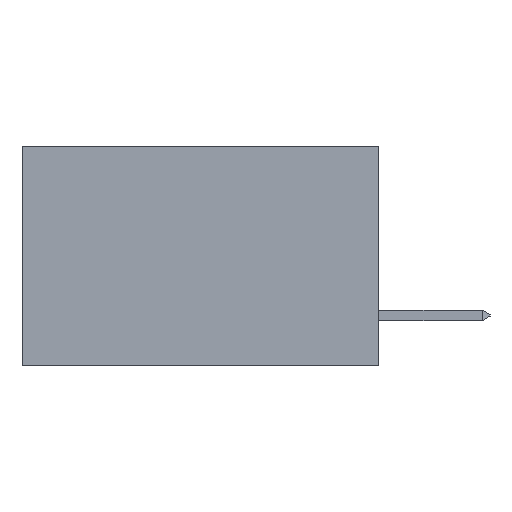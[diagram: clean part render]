
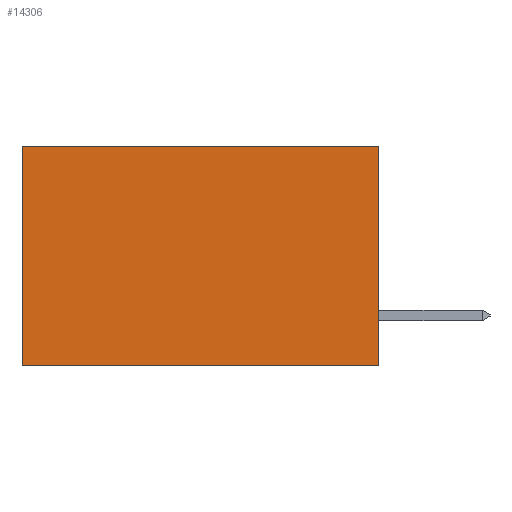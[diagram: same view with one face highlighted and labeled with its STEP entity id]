
A CAD part, left-side view. The second image highlights one B-rep face of the part: STEP entity #14306.
In plain terms, the highlighted planar face has unit normal (-1, 0, 0).
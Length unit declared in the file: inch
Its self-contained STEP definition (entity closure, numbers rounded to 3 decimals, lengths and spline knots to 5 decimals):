
#96 = CARTESIAN_POINT ( 'NONE',  ( 0.298, 0., 0. ) ) ;
#730 = ORIENTED_EDGE ( 'NONE', *, *, #17067, .T. ) ;
#1008 = VECTOR ( 'NONE', #15040, 39.37008 ) ;
#1445 = LINE ( 'NONE', #96, #1008 ) ;
#1649 = ORIENTED_EDGE ( 'NONE', *, *, #17103, .T. ) ;
#1753 = DIRECTION ( 'NONE',  ( 1., 0., 0. ) ) ;
#1781 = EDGE_LOOP ( 'NONE', ( #730, #3539, #15717, #1649 ) ) ;
#3539 = ORIENTED_EDGE ( 'NONE', *, *, #3625, .F. ) ;
#3625 = EDGE_CURVE ( 'NONE', #15375, #4495, #10214, .T. ) ;
#4115 = VERTEX_POINT ( 'NONE', #5817 ) ;
#4316 = VERTEX_POINT ( 'NONE', #10417 ) ;
#4495 = VERTEX_POINT ( 'NONE', #13726 ) ;
#4698 = CARTESIAN_POINT ( 'NONE',  ( 0.298, 0., 0. ) ) ;
#5817 = CARTESIAN_POINT ( 'NONE',  ( 0.298, 0.6, 0. ) ) ;
#5888 = DIRECTION ( 'NONE',  ( 0., 1., 0. ) ) ;
#7121 = CARTESIAN_POINT ( 'NONE',  ( 0.298, 0., 0. ) ) ;
#7140 = CARTESIAN_POINT ( 'NONE',  ( 0.298, 0., -0.37 ) ) ;
#7400 = DIRECTION ( 'NONE',  ( 0., 0., -1. ) ) ;
#7976 = LINE ( 'NONE', #4698, #14742 ) ;
#8190 = DIRECTION ( 'NONE',  ( 0., 0., -1. ) ) ;
#8737 = CARTESIAN_POINT ( 'NONE',  ( 0.298, 0., -0.37 ) ) ;
#9862 = PLANE ( 'NONE',  #11073 ) ;
#10214 = LINE ( 'NONE', #7140, #12982 ) ;
#10417 = CARTESIAN_POINT ( 'NONE',  ( 0.298, 0., 0. ) ) ;
#11073 = AXIS2_PLACEMENT_3D ( 'NONE', #7121, #1753, #11224 ) ;
#11224 = DIRECTION ( 'NONE',  ( 0., 0., -1. ) ) ;
#11334 = FACE_OUTER_BOUND ( 'NONE', #1781, .T. ) ;
#12251 = VECTOR ( 'NONE', #8190, 39.37008 ) ;
#12982 = VECTOR ( 'NONE', #5888, 39.37008 ) ;
#13726 = CARTESIAN_POINT ( 'NONE',  ( 0.298, 0.6, -0.37 ) ) ;
#14306 = ADVANCED_FACE ( 'NONE', ( #11334 ), #9862, .F. ) ;
#14742 = VECTOR ( 'NONE', #7400, 39.37008 ) ;
#14860 = CARTESIAN_POINT ( 'NONE',  ( 0.298, 0.6, 0. ) ) ;
#15040 = DIRECTION ( 'NONE',  ( 0., 1., 0. ) ) ;
#15375 = VERTEX_POINT ( 'NONE', #8737 ) ;
#15717 = ORIENTED_EDGE ( 'NONE', *, *, #17322, .F. ) ;
#15812 = LINE ( 'NONE', #14860, #12251 ) ;
#17067 = EDGE_CURVE ( 'NONE', #4115, #4495, #15812, .T. ) ;
#17103 = EDGE_CURVE ( 'NONE', #4316, #4115, #1445, .T. ) ;
#17322 = EDGE_CURVE ( 'NONE', #4316, #15375, #7976, .T. ) ;
